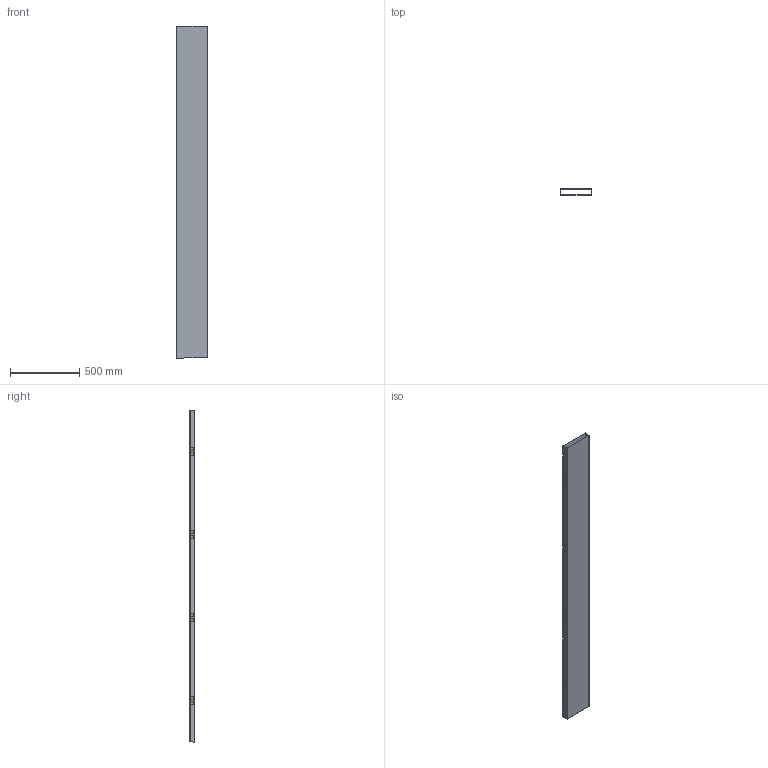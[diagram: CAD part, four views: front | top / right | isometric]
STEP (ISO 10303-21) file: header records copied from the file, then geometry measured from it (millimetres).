
FILE_DESCRIPTION (( 'STEP AP214' ), '1' );
FILE_NAME ('7428193.stp', '2020-09-21T11:05:14', ( '' ), ( '' ), 'SwSTEP 2.0', 'SolidWorks 2020', '' );
FILE_SCHEMA (( 'AUTOMOTIVE_DESIGN' ));
Length unit declared in the file: millimetre
Products named in the file (4): 028419_Standard; 028420_Standard; 028421_Standard; 7428193
Assembly tree (5 placements, depth 2):
  7428193
    028419_Standard
    028421_Standard  x2
    028420_Standard  x2
Bounding box: 230 x 40.7 x 2400 mm (x, y, z)
Volume: 1300327.6 mm3; surface area: 2616508.9 mm2
Topology: 5 solids, 5 shells, 750 faces, 2000 edges, 1216 vertices
Faces by surface type: plane 310, cylinder 220, bspline 176, cone 44
Entity records: 23223 total; most frequent: CARTESIAN_POINT 9661, ORIENTED_EDGE 3328, DIRECTION 2168, EDGE_CURVE 1664, VERTEX_POINT 1008, LINE 904, VECTOR 904, EDGE_LOOP 662
